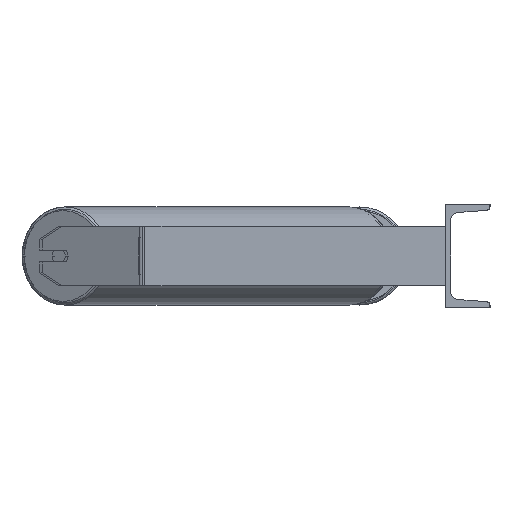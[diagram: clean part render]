
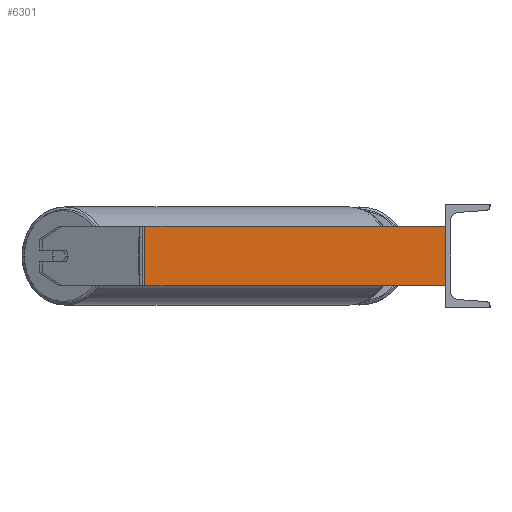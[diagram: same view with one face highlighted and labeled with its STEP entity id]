
A CAD part, left-side view. The second image highlights one B-rep face of the part: STEP entity #6301.
In plain terms, the highlighted planar face has unit normal (-1, 0, 0).
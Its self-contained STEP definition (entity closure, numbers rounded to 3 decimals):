
#15 = CARTESIAN_POINT ( 'NONE',  ( -1185., 407.641, -40. ) ) ;
#350 = VERTEX_POINT ( 'NONE', #5723 ) ;
#760 = CARTESIAN_POINT ( 'NONE',  ( -1185., 0., 40. ) ) ;
#1135 = LINE ( 'NONE', #6624, #8628 ) ;
#1172 = VECTOR ( 'NONE', #4749, 1000. ) ;
#1733 = DIRECTION ( 'NONE',  ( 1., 0., 0. ) ) ;
#2001 = CARTESIAN_POINT ( 'NONE',  ( -1185., 0., -40. ) ) ;
#2014 = VECTOR ( 'NONE', #4526, 1000. ) ;
#2450 = ORIENTED_EDGE ( 'NONE', *, *, #4782, .T. ) ;
#2503 = PLANE ( 'NONE',  #6849 ) ;
#2743 = LINE ( 'NONE', #8938, #1172 ) ;
#2976 = CARTESIAN_POINT ( 'NONE',  ( -1185., 407.641, 40. ) ) ;
#3357 = EDGE_CURVE ( 'NONE', #350, #4585, #5114, .T. ) ;
#3442 = CARTESIAN_POINT ( 'NONE',  ( -1185., 0., 40. ) ) ;
#3622 = ORIENTED_EDGE ( 'NONE', *, *, #3892, .F. ) ;
#3833 = VERTEX_POINT ( 'NONE', #2001 ) ;
#3892 = EDGE_CURVE ( 'NONE', #4272, #3833, #8833, .T. ) ;
#4272 = VERTEX_POINT ( 'NONE', #760 ) ;
#4526 = DIRECTION ( 'NONE',  ( 0., 0., -1. ) ) ;
#4585 = VERTEX_POINT ( 'NONE', #15 ) ;
#4749 = DIRECTION ( 'NONE',  ( 0., -1., 0. ) ) ;
#4782 = EDGE_CURVE ( 'NONE', #4585, #3833, #2743, .T. ) ;
#5108 = FACE_OUTER_BOUND ( 'NONE', #7956, .T. ) ;
#5114 = LINE ( 'NONE', #2976, #2014 ) ;
#5188 = DIRECTION ( 'NONE',  ( 0., -1., 0. ) ) ;
#5287 = DIRECTION ( 'NONE',  ( 0., 0., -1. ) ) ;
#5522 = DIRECTION ( 'NONE',  ( 0., 0., -1. ) ) ;
#5723 = CARTESIAN_POINT ( 'NONE',  ( -1185., 407.641, 40. ) ) ;
#5801 = VECTOR ( 'NONE', #5522, 1000. ) ;
#5942 = ORIENTED_EDGE ( 'NONE', *, *, #7022, .F. ) ;
#6241 = ORIENTED_EDGE ( 'NONE', *, *, #3357, .T. ) ;
#6301 = ADVANCED_FACE ( 'NONE', ( #5108 ), #2503, .F. ) ;
#6624 = CARTESIAN_POINT ( 'NONE',  ( -1185., 411.929, 40. ) ) ;
#6849 = AXIS2_PLACEMENT_3D ( 'NONE', #7887, #1733, #5287 ) ;
#7022 = EDGE_CURVE ( 'NONE', #350, #4272, #1135, .T. ) ;
#7887 = CARTESIAN_POINT ( 'NONE',  ( -1185., 411.929, 40. ) ) ;
#7956 = EDGE_LOOP ( 'NONE', ( #2450, #3622, #5942, #6241 ) ) ;
#8628 = VECTOR ( 'NONE', #5188, 1000. ) ;
#8833 = LINE ( 'NONE', #3442, #5801 ) ;
#8938 = CARTESIAN_POINT ( 'NONE',  ( -1185., 411.929, -40. ) ) ;
